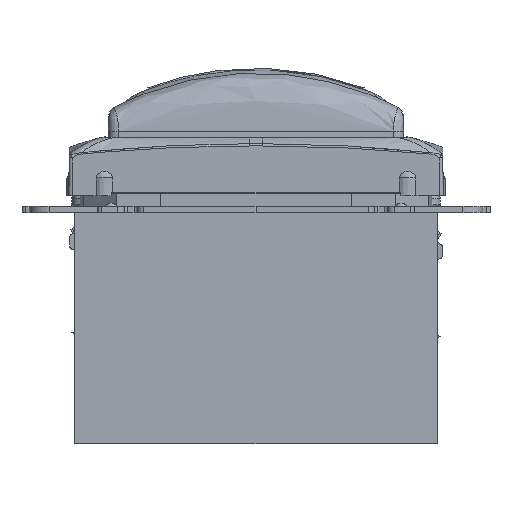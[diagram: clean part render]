
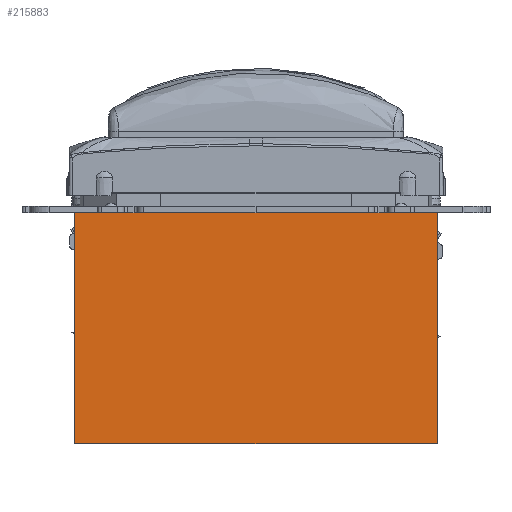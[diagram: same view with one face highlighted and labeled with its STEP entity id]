
A CAD part, front view. The second image highlights one B-rep face of the part: STEP entity #215883.
In plain terms, the highlighted planar face has unit normal (0, -1, 0).
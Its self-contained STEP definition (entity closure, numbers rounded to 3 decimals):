
#215842=AXIS2_PLACEMENT_3D('Plane Axis2P3D',#215839,#215840,#215841) ;
#1978=CARTESIAN_POINT('Vertex',(25.755,-27.5,-1.)) ;
#4992=CARTESIAN_POINT('Vertex',(-25.755,-27.5,-1.)) ;
#5409=CARTESIAN_POINT('Vertex',(-10.759,-27.5,-1.)) ;
#5416=CARTESIAN_POINT('Vertex',(-5.241,-27.5,-1.)) ;
#5721=CARTESIAN_POINT('Line Origine',(-18.257,-27.5,-1.)) ;
#5726=CARTESIAN_POINT('Line Origine',(10.257,-27.5,-1.)) ;
#215781=CARTESIAN_POINT('Vertex',(-27.5,-27.5,-36.)) ;
#215784=CARTESIAN_POINT('Line Origine',(-27.5,-27.5,-18.5)) ;
#215788=CARTESIAN_POINT('Vertex',(-27.5,-27.5,-1.)) ;
#215839=CARTESIAN_POINT('Axis2P3D Location',(27.5,-27.5,-1.)) ;
#215844=CARTESIAN_POINT('Line Origine',(0.,-27.5,-36.)) ;
#215848=CARTESIAN_POINT('Vertex',(27.5,-27.5,-36.)) ;
#215851=CARTESIAN_POINT('Line Origine',(27.5,-27.5,-18.5)) ;
#215855=CARTESIAN_POINT('Vertex',(27.5,-27.5,-1.)) ;
#215858=CARTESIAN_POINT('Line Origine',(26.628,-27.5,-1.)) ;
#215863=CARTESIAN_POINT('Line Origine',(-8.,-27.5,-1.)) ;
#215868=CARTESIAN_POINT('Line Origine',(-26.628,-27.5,-1.)) ;
#5722=DIRECTION('Vector Direction',(-1.,0.,0.)) ;
#5727=DIRECTION('Vector Direction',(-1.,0.,0.)) ;
#215785=DIRECTION('Vector Direction',(0.,0.,-1.)) ;
#215840=DIRECTION('Axis2P3D Direction',(-0.,-1.,-0.)) ;
#215841=DIRECTION('Axis2P3D XDirection',(-1.,0.,0.)) ;
#215845=DIRECTION('Vector Direction',(-1.,0.,0.)) ;
#215852=DIRECTION('Vector Direction',(0.,0.,-1.)) ;
#215859=DIRECTION('Vector Direction',(-1.,0.,0.)) ;
#215864=DIRECTION('Vector Direction',(-1.,0.,0.)) ;
#215869=DIRECTION('Vector Direction',(-1.,0.,0.)) ;
#5723=VECTOR('Line Direction',#5722,1.) ;
#5728=VECTOR('Line Direction',#5727,1.) ;
#215786=VECTOR('Line Direction',#215785,1.) ;
#215846=VECTOR('Line Direction',#215845,1.) ;
#215853=VECTOR('Line Direction',#215852,1.) ;
#215860=VECTOR('Line Direction',#215859,1.) ;
#215865=VECTOR('Line Direction',#215864,1.) ;
#215870=VECTOR('Line Direction',#215869,1.) ;
#215874=ORIENTED_EDGE('',*,*,#215850,.T.) ;
#215875=ORIENTED_EDGE('',*,*,#215857,.F.) ;
#215876=ORIENTED_EDGE('',*,*,#215862,.F.) ;
#215877=ORIENTED_EDGE('',*,*,#5730,.F.) ;
#215878=ORIENTED_EDGE('',*,*,#215867,.F.) ;
#215879=ORIENTED_EDGE('',*,*,#5725,.F.) ;
#215880=ORIENTED_EDGE('',*,*,#215872,.F.) ;
#215881=ORIENTED_EDGE('',*,*,#215790,.T.) ;
#215883=ADVANCED_FACE('PartBody',(#215882),#215843,.T.) ;
#5725=EDGE_CURVE('',#4993,#5410,#5724,.F.) ;
#5730=EDGE_CURVE('',#5417,#1979,#5729,.F.) ;
#215790=EDGE_CURVE('',#215789,#215782,#215787,.T.) ;
#215850=EDGE_CURVE('',#215782,#215849,#215847,.F.) ;
#215857=EDGE_CURVE('',#215856,#215849,#215854,.T.) ;
#215862=EDGE_CURVE('',#1979,#215856,#215861,.F.) ;
#215867=EDGE_CURVE('',#5410,#5417,#215866,.F.) ;
#215872=EDGE_CURVE('',#215789,#4993,#215871,.F.) ;
#215873=EDGE_LOOP('',(#215874,#215875,#215876,#215877,#215878,#215879,#215880,#215881)) ;
#215882=FACE_OUTER_BOUND('',#215873,.T.) ;
#5724=LINE('Line',#5721,#5723) ;
#5729=LINE('Line',#5726,#5728) ;
#215787=LINE('Line',#215784,#215786) ;
#215847=LINE('Line',#215844,#215846) ;
#215854=LINE('Line',#215851,#215853) ;
#215861=LINE('Line',#215858,#215860) ;
#215866=LINE('Line',#215863,#215865) ;
#215871=LINE('Line',#215868,#215870) ;
#215843=PLANE('',#215842) ;
#1979=VERTEX_POINT('',#1978) ;
#4993=VERTEX_POINT('',#4992) ;
#5410=VERTEX_POINT('',#5409) ;
#5417=VERTEX_POINT('',#5416) ;
#215782=VERTEX_POINT('',#215781) ;
#215789=VERTEX_POINT('',#215788) ;
#215849=VERTEX_POINT('',#215848) ;
#215856=VERTEX_POINT('',#215855) ;
